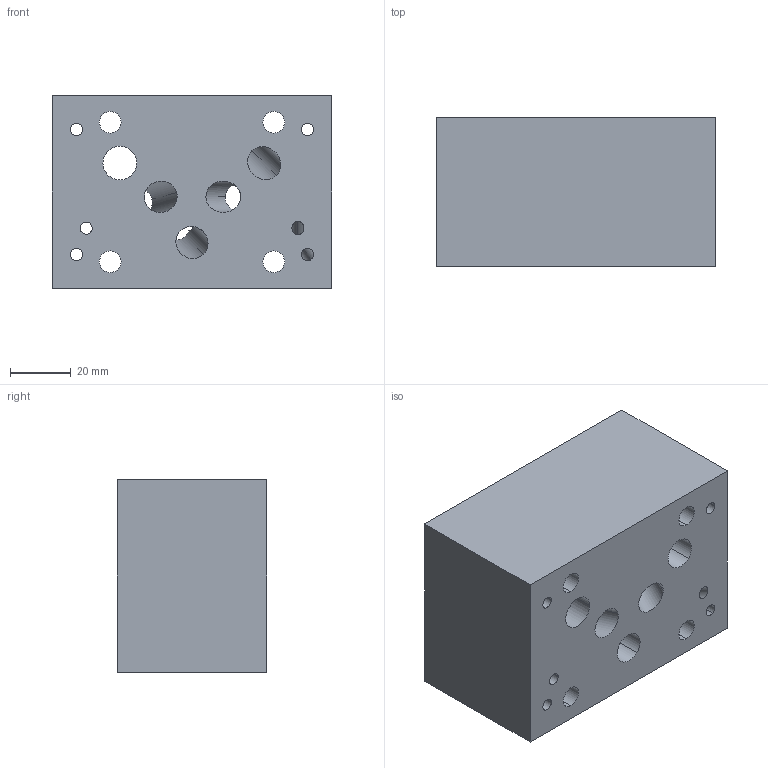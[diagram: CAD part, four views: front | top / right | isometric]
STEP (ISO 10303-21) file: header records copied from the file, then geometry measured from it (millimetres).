
FILE_DESCRIPTION((''),'2;1');
FILE_NAME('DJU_ASM','2020-01-23T',('ProEService'),(''),'PRO/ENGINEER BY PARAMETRIC TECHNOLOGY CORPORATION, 2014200','PRO/ENGINEER BY PARAMETRIC TECHNOLOGY CORPORATION, 2014200','');
FILE_SCHEMA(('CONFIG_CONTROL_DESIGN'));
Length unit declared in the file: inch
Products named in the file (2): 151-648; DJU_ASM
Assembly tree (1 placements, depth 2):
  DJU_ASM
    151-648
Bounding box: 92.08 x 49.23 x 63.5 mm (x, y, z)
Volume: 234140.7 mm3; surface area: 44712.4 mm2
Topology: 1 solids, 1 shells, 89 faces, 558 edges, 598 vertices
Faces by surface type: cylinder 58, cone 18, plane 8, sphere 3, torus 2
Entity records: 6518 total; most frequent: CARTESIAN_POINT 2563, DIRECTION 776, ORIENTED_EDGE 492, VECTOR 392, LINE 392, TRIMMED_CURVE 310, COMPOSITE_CURVE_SEGMENT 270, EDGE_CURVE 246
